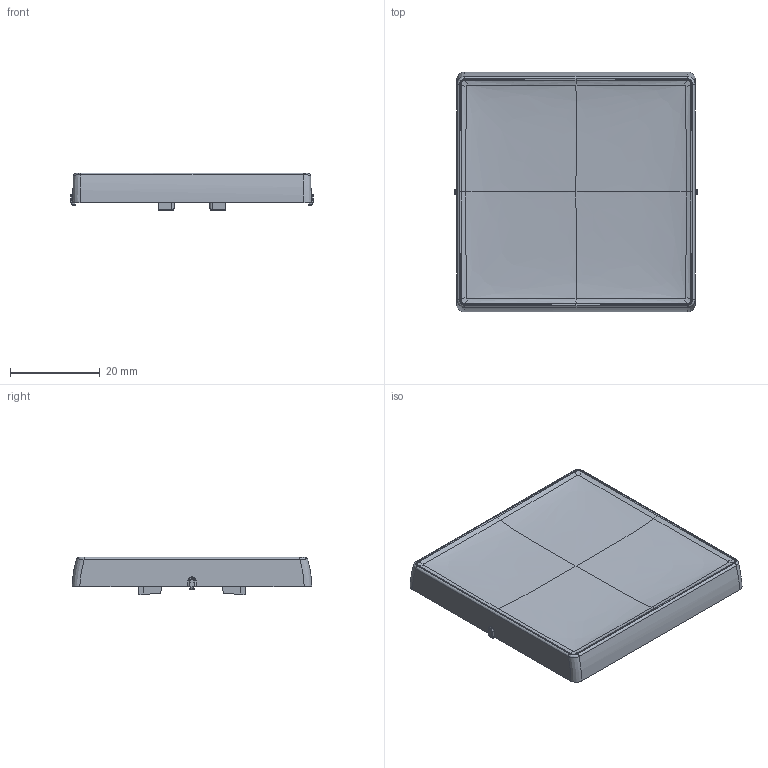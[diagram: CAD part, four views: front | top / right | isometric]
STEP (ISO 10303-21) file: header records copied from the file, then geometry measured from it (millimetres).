
FILE_DESCRIPTION(('CATIA V5 STEP Exchange','CAx-IF Rec.Pracs.--- Model Styling and Organization---1.4--- 2014-01-23'),'2;1');
FILE_NAME('755000_AllCATPart.stp','2020-02-24T12:23:18+00:00',('none'),('none'),'CATIA Version 5-6 Release 2017 SP3','CATIA V5 STEP AP214','none');
FILE_SCHEMA(('AUTOMOTIVE_DESIGN { 1 0 10303 214 1 1 1 1 }'));
Products named in the file (1): 755000_AllCATPart
Bounding box: 54.19 x 53.46 x 8.37 mm (x, y, z)
Volume: 5640.5 mm3; surface area: 8336.9 mm2
Topology: 1 solids, 1 shells, 2461 faces, 7158 edges, 4718 vertices
Faces by surface type: plane 2216, bspline 102, cylinder 100, extrusion 23, sphere 12, torus 8
Entity records: 88548 total; most frequent: CARTESIAN_POINT 26566, ORIENTED_EDGE 14282, DIRECTION 10540, EDGE_CURVE 7141, VECTOR 6048, LINE 6025, VERTEX_POINT 4718, EDGE_LOOP 2497
